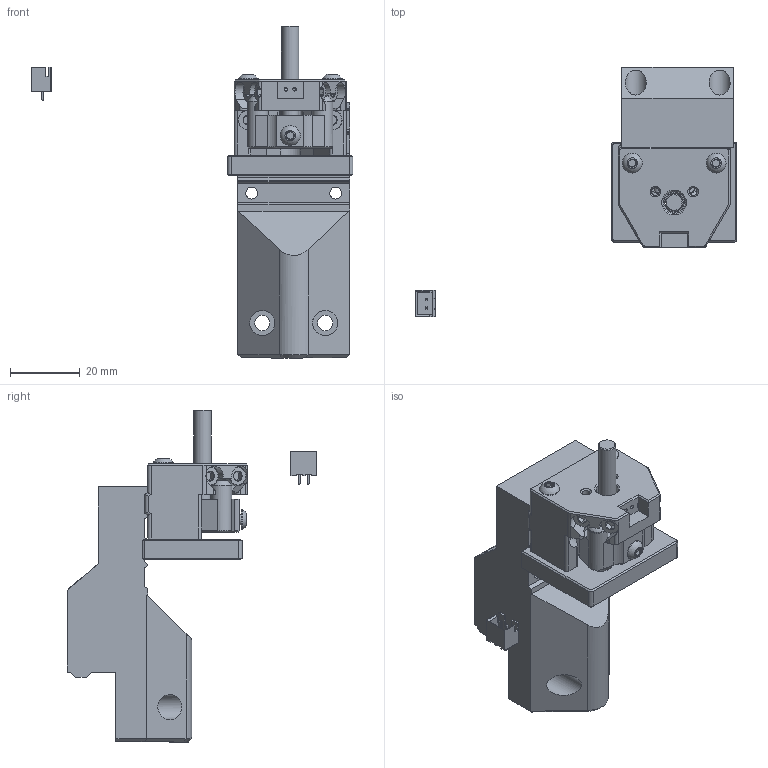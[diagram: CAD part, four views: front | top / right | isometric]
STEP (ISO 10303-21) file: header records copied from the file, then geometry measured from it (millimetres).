
FILE_DESCRIPTION(/* description */ (''),/* implementation_level */ '2;1');
FILE_NAME(/* name */ 'Custom Bed assembly v9.step',/* time_stamp */ '2025-04-14T19:57:23+08:00',/* author */ (''),/* organization */ (''),/* preprocessor_version */ 'ST-DEVELOPER v20.1',/* originating_system */ 'Autodesk Translation Framework v14.4.0.0',/* authorisation */ '');
FILE_SCHEMA (('AUTOMOTIVE_DESIGN { 1 0 10303 214 3 1 1 }'));
Length unit declared in the file: millimetre
Products named in the file (30): Custom Bed assembly v7; Custom Bed assembly; Bed support; Bed M3 support (5) (3); Nudge 2020 5mm; Mount; Horizontal SHCS; M3x6 SHCS; Magnets; Bases; Floating Base; M3x25 BHCS v1; Wobbler; Adjustable Dowel; SHCS; M5 Pin; M5 Pin 35mm; Retention Screw; M3 Hexnut; M3_Hexnut; M3x10 BHCS v1; BHCS; M3x6 BHCS v1; Magnets (1); 6x3mm Magnet; JST XH 2pin; XH2.54-2P (1); XH2.54-2P; Extrusion Screws; M3x12 SHCS v1
Assembly tree (43 placements, depth 6):
  Custom Bed assembly v7
    Custom Bed assembly
      Bed support
        Bed M3 support (5) (3)
    Nudge 2020 5mm
      Mount
        Horizontal SHCS
          M3x6 SHCS  x6
        Magnets
          6x3mm Magnet  x3
      Bases
        Floating Base
        M3x25 BHCS v1  x2
      Wobbler
        Adjustable Dowel
        SHCS
        M5 Pin
          M5 Pin 35mm
        Retention Screw
          M3 Hexnut
            M3_Hexnut
          M3x10 BHCS v1
        BHCS
          M3x6 BHCS v1  x3
        Magnets (1)
          6x3mm Magnet  x3
      JST XH 2pin
        XH2.54-2P (1)
          XH2.54-2P
      Extrusion Screws
        M3x12 SHCS v1  x2
Bounding box: 92.03 x 71.5 x 94.96 mm (x, y, z)
Volume: 60126.2 mm3; surface area: 27631.7 mm2
Topology: 27 solids, 27 shells, 910 faces, 2092 edges, 1260 vertices
Faces by surface type: plane 448, cylinder 213, cone 205, torus 20, bspline 14, sphere 10
Full cylindrical faces by diameter (mm): 2.2 x4, 2.75 x11, 3 x21, 3.1 x3, 3.15 x6, 3.2 x4, 3.4 x8, 4.4 x2, 5 x1, 5.09 x1, 5.5 x8, 5.7 x8, 6 x15, 6.3 x1, 7.2 x2, 8 x1
Entity records: 22661 total; most frequent: CARTESIAN_POINT 5071, DIRECTION 3633, ORIENTED_EDGE 3446, EDGE_CURVE 1723, AXIS2_PLACEMENT_3D 1320, VERTEX_POINT 1068, LINE 993, VECTOR 993
